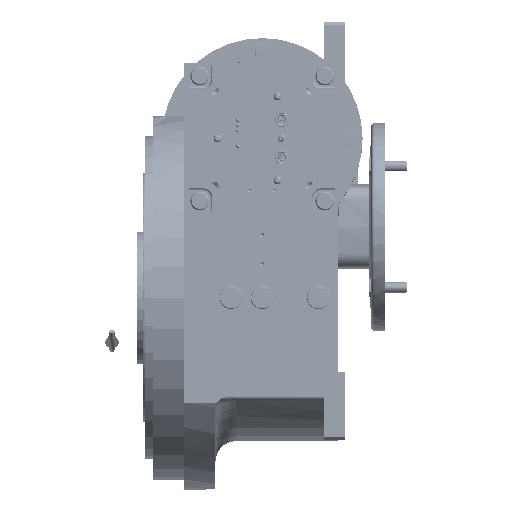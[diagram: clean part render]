
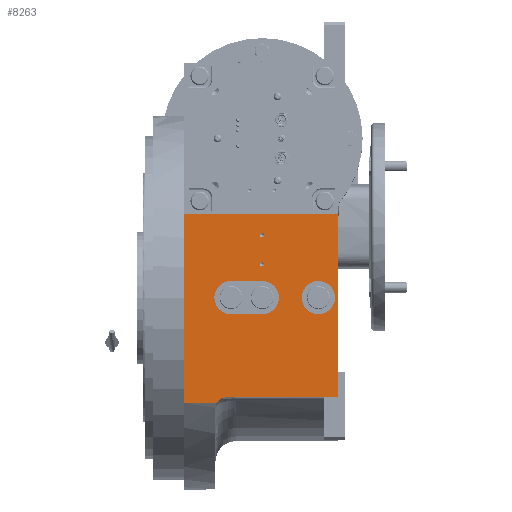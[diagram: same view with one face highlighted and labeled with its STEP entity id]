
A CAD part, left-side view. The second image highlights one B-rep face of the part: STEP entity #8263.
In plain terms, the highlighted planar face has unit normal (-1, 0, 0).
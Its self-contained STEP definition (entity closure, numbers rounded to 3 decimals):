
#665 = FACE_BOUND ( 'NONE', #61199, .T. ) ;
#1422 = DIRECTION ( 'NONE',  ( -1., 0., 0. ) ) ;
#1998 = CIRCLE ( 'NONE', #150125, 2.1 ) ;
#2033 = VECTOR ( 'NONE', #116273, 1000. ) ;
#2845 = EDGE_LOOP ( 'NONE', ( #9265, #25912, #121750, #80992 ) ) ;
#5433 = CARTESIAN_POINT ( 'NONE',  ( -155., -73., 80. ) ) ;
#6574 = DIRECTION ( 'NONE',  ( -1., 0., 0. ) ) ;
#6698 = CARTESIAN_POINT ( 'NONE',  ( -155., 2.1, 60. ) ) ;
#7288 = CARTESIAN_POINT ( 'NONE',  ( -155., 30., 16. ) ) ;
#8263 = ADVANCED_FACE ( 'NONE', ( #59656, #665, #96589, #27336, #47842 ), #13233, .T. ) ;
#9265 = ORIENTED_EDGE ( 'NONE', *, *, #59591, .F. ) ;
#10004 = EDGE_CURVE ( 'NONE', #16686, #29141, #44306, .T. ) ;
#10715 = EDGE_LOOP ( 'NONE', ( #107358, #119362 ) ) ;
#11388 = LINE ( 'NONE', #105062, #31460 ) ;
#13233 = PLANE ( 'NONE',  #33795 ) ;
#13714 = EDGE_CURVE ( 'NONE', #48559, #42542, #145647, .T. ) ;
#14151 = CARTESIAN_POINT ( 'NONE',  ( -155., 0., 32. ) ) ;
#14737 = CARTESIAN_POINT ( 'NONE',  ( -155., 2.1, 32. ) ) ;
#16686 = VERTEX_POINT ( 'NONE', #6698 ) ;
#17371 = DIRECTION ( 'NONE',  ( 0., -1., 0. ) ) ;
#18041 = ORIENTED_EDGE ( 'NONE', *, *, #39502, .F. ) ;
#18218 = EDGE_CURVE ( 'NONE', #42542, #48559, #111353, .T. ) ;
#18601 = LINE ( 'NONE', #80766, #81316 ) ;
#19227 = ORIENTED_EDGE ( 'NONE', *, *, #18218, .F. ) ;
#19663 = DIRECTION ( 'NONE',  ( 0., 1., 0. ) ) ;
#20105 = CARTESIAN_POINT ( 'NONE',  ( -155., 43.657, -100.995 ) ) ;
#20941 = DIRECTION ( 'NONE',  ( 0., 0., 1. ) ) ;
#21807 = CARTESIAN_POINT ( 'NONE',  ( -155., -73., -96. ) ) ;
#23182 = DIRECTION ( 'NONE',  ( 0., -1., 0. ) ) ;
#24108 = ORIENTED_EDGE ( 'NONE', *, *, #13714, .F. ) ;
#25912 = ORIENTED_EDGE ( 'NONE', *, *, #71451, .F. ) ;
#27286 = DIRECTION ( 'NONE',  ( 0., -1., 0. ) ) ;
#27336 = FACE_BOUND ( 'NONE', #40767, .T. ) ;
#27579 = ORIENTED_EDGE ( 'NONE', *, *, #118268, .T. ) ;
#27963 = CARTESIAN_POINT ( 'NONE',  ( -155., 30., -16. ) ) ;
#29141 = VERTEX_POINT ( 'NONE', #40429 ) ;
#30445 = EDGE_LOOP ( 'NONE', ( #90201, #68137, #18041, #37254, #27579, #139621 ) ) ;
#31460 = VECTOR ( 'NONE', #23182, 1000. ) ;
#33795 = AXIS2_PLACEMENT_3D ( 'NONE', #109186, #1422, #138136 ) ;
#34613 = VECTOR ( 'NONE', #102513, 1000. ) ;
#37254 = ORIENTED_EDGE ( 'NONE', *, *, #126082, .F. ) ;
#39502 = EDGE_CURVE ( 'NONE', #146748, #142979, #18601, .T. ) ;
#39661 = DIRECTION ( 'NONE',  ( 0., 1., 0. ) ) ;
#40270 = AXIS2_PLACEMENT_3D ( 'NONE', #87863, #77647, #138082 ) ;
#40429 = CARTESIAN_POINT ( 'NONE',  ( -155., -2.1, 60. ) ) ;
#40767 = EDGE_LOOP ( 'NONE', ( #145700, #84377 ) ) ;
#40864 = CARTESIAN_POINT ( 'NONE',  ( -155., 0., 60. ) ) ;
#40931 = VERTEX_POINT ( 'NONE', #48254 ) ;
#41340 = CIRCLE ( 'NONE', #101659, 16. ) ;
#41706 = CARTESIAN_POINT ( 'NONE',  ( -155., -54., 0. ) ) ;
#42542 = VERTEX_POINT ( 'NONE', #88792 ) ;
#44306 = CIRCLE ( 'NONE', #54349, 2.1 ) ;
#44517 = AXIS2_PLACEMENT_3D ( 'NONE', #87788, #89340, #87014 ) ;
#45913 = VERTEX_POINT ( 'NONE', #20105 ) ;
#47842 = FACE_OUTER_BOUND ( 'NONE', #30445, .T. ) ;
#48254 = CARTESIAN_POINT ( 'NONE',  ( -155., -73., -96. ) ) ;
#48559 = VERTEX_POINT ( 'NONE', #56064 ) ;
#48567 = VECTOR ( 'NONE', #19663, 1000. ) ;
#48878 = CARTESIAN_POINT ( 'NONE',  ( -155., -2.1, 32. ) ) ;
#51169 = DIRECTION ( 'NONE',  ( 1., 0., 0. ) ) ;
#54349 = AXIS2_PLACEMENT_3D ( 'NONE', #132768, #144515, #107664 ) ;
#54414 = EDGE_CURVE ( 'NONE', #65021, #64443, #41340, .T. ) ;
#55968 = VECTOR ( 'NONE', #39661, 1000. ) ;
#56064 = CARTESIAN_POINT ( 'NONE',  ( -155., -38., 0. ) ) ;
#56120 = DIRECTION ( 'NONE',  ( 0., 0., 1. ) ) ;
#59540 = LINE ( 'NONE', #21807, #130453 ) ;
#59591 = EDGE_CURVE ( 'NONE', #126865, #65021, #135558, .T. ) ;
#59656 = FACE_BOUND ( 'NONE', #2845, .T. ) ;
#60377 = DIRECTION ( 'NONE',  ( 1., 0., 0. ) ) ;
#61199 = EDGE_LOOP ( 'NONE', ( #19227, #24108 ) ) ;
#62174 = CIRCLE ( 'NONE', #44517, 10. ) ;
#64443 = VERTEX_POINT ( 'NONE', #27963 ) ;
#65021 = VERTEX_POINT ( 'NONE', #7288 ) ;
#65418 = VERTEX_POINT ( 'NONE', #48878 ) ;
#66521 = EDGE_CURVE ( 'NONE', #29141, #16686, #1998, .T. ) ;
#66625 = CARTESIAN_POINT ( 'NONE',  ( -155., 0., 16. ) ) ;
#68137 = ORIENTED_EDGE ( 'NONE', *, *, #78630, .T. ) ;
#69354 = CIRCLE ( 'NONE', #71813, 2.1 ) ;
#71451 = EDGE_CURVE ( 'NONE', #132566, #126865, #133757, .T. ) ;
#71813 = AXIS2_PLACEMENT_3D ( 'NONE', #135018, #60377, #27286 ) ;
#77430 = CARTESIAN_POINT ( 'NONE',  ( -155., 0., -16. ) ) ;
#77647 = DIRECTION ( 'NONE',  ( -1., 0., 0. ) ) ;
#77967 = CARTESIAN_POINT ( 'NONE',  ( -155., -73., -96. ) ) ;
#78630 = EDGE_CURVE ( 'NONE', #117149, #142979, #113954, .T. ) ;
#80766 = CARTESIAN_POINT ( 'NONE',  ( -155., 75., -100.995 ) ) ;
#80992 = ORIENTED_EDGE ( 'NONE', *, *, #54414, .F. ) ;
#81316 = VECTOR ( 'NONE', #20941, 1000. ) ;
#84377 = ORIENTED_EDGE ( 'NONE', *, *, #66521, .T. ) ;
#87014 = DIRECTION ( 'NONE',  ( 0., 0.866, 0.5 ) ) ;
#87788 = CARTESIAN_POINT ( 'NONE',  ( -155., 35., -106. ) ) ;
#87863 = CARTESIAN_POINT ( 'NONE',  ( -155., -54., 0. ) ) ;
#88792 = CARTESIAN_POINT ( 'NONE',  ( -155., -70., 0. ) ) ;
#89340 = DIRECTION ( 'NONE',  ( 1., 0., 0. ) ) ;
#90201 = ORIENTED_EDGE ( 'NONE', *, *, #138594, .T. ) ;
#94193 = CARTESIAN_POINT ( 'NONE',  ( -155., 0., 0. ) ) ;
#96589 = FACE_BOUND ( 'NONE', #10715, .T. ) ;
#101659 = AXIS2_PLACEMENT_3D ( 'NONE', #150428, #6574, #56120 ) ;
#102513 = DIRECTION ( 'NONE',  ( 0., 1., 0. ) ) ;
#105062 = CARTESIAN_POINT ( 'NONE',  ( -155., 30., -16. ) ) ;
#107358 = ORIENTED_EDGE ( 'NONE', *, *, #110407, .T. ) ;
#107664 = DIRECTION ( 'NONE',  ( 0., 1., 0. ) ) ;
#109186 = CARTESIAN_POINT ( 'NONE',  ( -155., -73., -100.995 ) ) ;
#110111 = DIRECTION ( 'NONE',  ( 1., 0., 0. ) ) ;
#110407 = EDGE_CURVE ( 'NONE', #110729, #65418, #153385, .T. ) ;
#110729 = VERTEX_POINT ( 'NONE', #14737 ) ;
#110888 = DIRECTION ( 'NONE',  ( 0., 1., 0. ) ) ;
#110976 = CARTESIAN_POINT ( 'NONE',  ( -155., -73., 80. ) ) ;
#111353 = CIRCLE ( 'NONE', #133872, 16. ) ;
#112067 = LINE ( 'NONE', #134856, #55968 ) ;
#113954 = LINE ( 'NONE', #5433, #2033 ) ;
#115769 = CARTESIAN_POINT ( 'NONE',  ( -155., 35., -96. ) ) ;
#116273 = DIRECTION ( 'NONE',  ( 0., 1., 0. ) ) ;
#116575 = CARTESIAN_POINT ( 'NONE',  ( -155., 75., 80. ) ) ;
#117149 = VERTEX_POINT ( 'NONE', #110976 ) ;
#118268 = EDGE_CURVE ( 'NONE', #45913, #150536, #62174, .T. ) ;
#119362 = ORIENTED_EDGE ( 'NONE', *, *, #147945, .T. ) ;
#120882 = CARTESIAN_POINT ( 'NONE',  ( -155., 75., -100.995 ) ) ;
#121750 = ORIENTED_EDGE ( 'NONE', *, *, #132267, .F. ) ;
#122728 = DIRECTION ( 'NONE',  ( 0., -1., 0. ) ) ;
#126082 = EDGE_CURVE ( 'NONE', #45913, #146748, #112067, .T. ) ;
#126865 = VERTEX_POINT ( 'NONE', #66625 ) ;
#130453 = VECTOR ( 'NONE', #142839, 1000. ) ;
#131118 = DIRECTION ( 'NONE',  ( 0., 0., -1. ) ) ;
#131279 = AXIS2_PLACEMENT_3D ( 'NONE', #94193, #142874, #131118 ) ;
#132267 = EDGE_CURVE ( 'NONE', #64443, #132566, #11388, .T. ) ;
#132566 = VERTEX_POINT ( 'NONE', #77430 ) ;
#132768 = CARTESIAN_POINT ( 'NONE',  ( -155., 0., 60. ) ) ;
#133299 = AXIS2_PLACEMENT_3D ( 'NONE', #14151, #110111, #110888 ) ;
#133757 = CIRCLE ( 'NONE', #131279, 16. ) ;
#133872 = AXIS2_PLACEMENT_3D ( 'NONE', #41706, #135357, #17371 ) ;
#134856 = CARTESIAN_POINT ( 'NONE',  ( -155., 43.657, -100.995 ) ) ;
#135018 = CARTESIAN_POINT ( 'NONE',  ( -155., 0., 32. ) ) ;
#135357 = DIRECTION ( 'NONE',  ( -1., 0., 0. ) ) ;
#135558 = LINE ( 'NONE', #148105, #34613 ) ;
#138082 = DIRECTION ( 'NONE',  ( 0., 1., 0. ) ) ;
#138136 = DIRECTION ( 'NONE',  ( 0., 0., 1. ) ) ;
#138411 = LINE ( 'NONE', #77967, #48567 ) ;
#138594 = EDGE_CURVE ( 'NONE', #40931, #117149, #59540, .T. ) ;
#139621 = ORIENTED_EDGE ( 'NONE', *, *, #144534, .F. ) ;
#142839 = DIRECTION ( 'NONE',  ( 0., 0., 1. ) ) ;
#142874 = DIRECTION ( 'NONE',  ( -1., 0., 0. ) ) ;
#142979 = VERTEX_POINT ( 'NONE', #116575 ) ;
#144515 = DIRECTION ( 'NONE',  ( 1., 0., 0. ) ) ;
#144534 = EDGE_CURVE ( 'NONE', #40931, #150536, #138411, .T. ) ;
#145647 = CIRCLE ( 'NONE', #40270, 16. ) ;
#145700 = ORIENTED_EDGE ( 'NONE', *, *, #10004, .T. ) ;
#146748 = VERTEX_POINT ( 'NONE', #120882 ) ;
#147945 = EDGE_CURVE ( 'NONE', #65418, #110729, #69354, .T. ) ;
#148105 = CARTESIAN_POINT ( 'NONE',  ( -155., 0., 16. ) ) ;
#150125 = AXIS2_PLACEMENT_3D ( 'NONE', #40864, #51169, #122728 ) ;
#150428 = CARTESIAN_POINT ( 'NONE',  ( -155., 30., 0. ) ) ;
#150536 = VERTEX_POINT ( 'NONE', #115769 ) ;
#153385 = CIRCLE ( 'NONE', #133299, 2.1 ) ;
